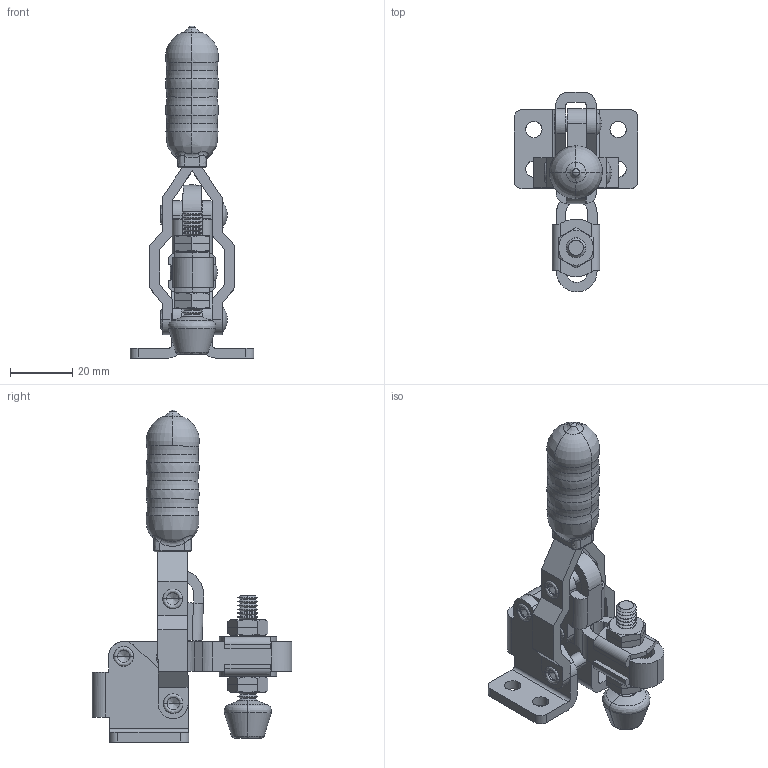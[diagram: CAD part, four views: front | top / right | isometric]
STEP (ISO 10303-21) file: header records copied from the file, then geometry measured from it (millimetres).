
FILE_DESCRIPTION((''),' ');
FILE_NAME('GH-12050-u.stp',' ',('stephen'),('BIB design'),' ','ACIS 14.0',' ');
FILE_SCHEMA(('automotive_design'));
Length unit declared in the file: inch
Products named in the file (15): Part_1835; Part_2327; Part_63608; Part_122616; Part_123157; Part_188655; Part_123807; Part_179160; Part_184252; Part_194286; Part_194287; Part_194285; Part_196169; Part_196850; Part_196979
Bounding box: 39.7 x 64.08 x 106.5 mm (x, y, z)
Volume: 31231.8 mm3; surface area: 23584.1 mm2
Topology: 16 solids, 16 shells, 566 faces, 1998 edges, 1450 vertices
Faces by surface type: revolution 324, bspline 128, plane 97, cylinder 15, sphere 2
Entity records: 55398 total; most frequent: CARTESIAN_POINT 16867, PRESENTATION_STYLE_ASSIGNMENT 4548, COLOUR_RGB 4548, STYLED_ITEM 4011, ORIENTED_EDGE 3960, CURVE_STYLE 2517, DIRECTION 2406, EDGE_CURVE 1980
